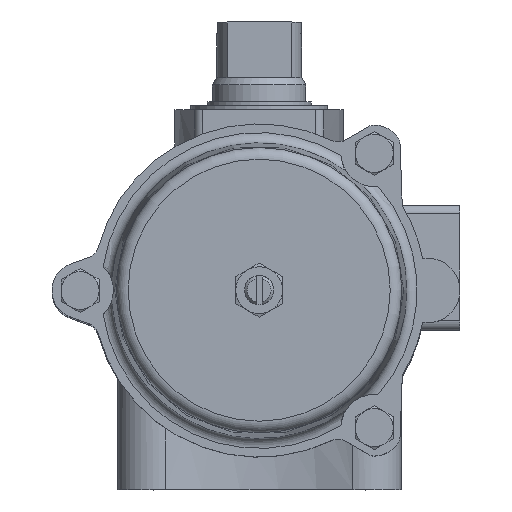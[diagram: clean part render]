
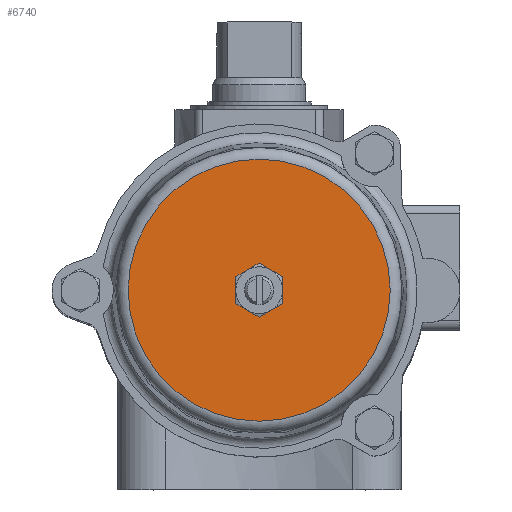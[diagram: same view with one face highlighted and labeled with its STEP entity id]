
A CAD part, top view. The second image highlights one B-rep face of the part: STEP entity #6740.
In plain terms, the highlighted face is planar.
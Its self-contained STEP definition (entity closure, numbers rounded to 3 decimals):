
#106=PLANE('',#7445);
#2200=ORIENTED_EDGE('',*,*,#3838,.F.);
#2201=ORIENTED_EDGE('',*,*,#3554,.T.);
#2202=ORIENTED_EDGE('',*,*,#3552,.T.);
#2203=ORIENTED_EDGE('',*,*,#3549,.T.);
#2204=ORIENTED_EDGE('',*,*,#3563,.T.);
#2205=ORIENTED_EDGE('',*,*,#3560,.T.);
#2206=ORIENTED_EDGE('',*,*,#3557,.T.);
#3549=EDGE_CURVE('',#4479,#4480,#5022,.T.);
#3552=EDGE_CURVE('',#4482,#4479,#5023,.T.);
#3554=EDGE_CURVE('',#4484,#4482,#5024,.T.);
#3557=EDGE_CURVE('',#4486,#4484,#5025,.T.);
#3560=EDGE_CURVE('',#4488,#4486,#5026,.T.);
#3563=EDGE_CURVE('',#4480,#4488,#5027,.T.);
#3838=EDGE_CURVE('',#4670,#4670,#5159,.T.);
#4479=VERTEX_POINT('',#10802);
#4480=VERTEX_POINT('',#10807);
#4482=VERTEX_POINT('',#10815);
#4484=VERTEX_POINT('',#10828);
#4486=VERTEX_POINT('',#10840);
#4488=VERTEX_POINT('',#10852);
#4670=VERTEX_POINT('',#11584);
#5022=CIRCLE('',#7180,8.);
#5023=CIRCLE('',#7182,8.);
#5024=CIRCLE('',#7184,8.);
#5025=CIRCLE('',#7186,8.);
#5026=CIRCLE('',#7188,8.);
#5027=CIRCLE('',#7190,8.);
#5159=CIRCLE('',#7446,44.822);
#5550=EDGE_LOOP('',(#2200));
#5551=EDGE_LOOP('',(#2201,#2202,#2203,#2204,#2205,#2206));
#6104=FACE_BOUND('',#5550,.T.);
#6105=FACE_BOUND('',#5551,.T.);
#6740=ADVANCED_FACE('',(#6104,#6105),#106,.F.);
#7180=AXIS2_PLACEMENT_3D('',#10808,#8274,#8275);
#7182=AXIS2_PLACEMENT_3D('',#10820,#8278,#8279);
#7184=AXIS2_PLACEMENT_3D('',#10827,#8282,#8283);
#7186=AXIS2_PLACEMENT_3D('',#10839,#8286,#8287);
#7188=AXIS2_PLACEMENT_3D('',#10851,#8290,#8291);
#7190=AXIS2_PLACEMENT_3D('',#10863,#8294,#8295);
#7445=AXIS2_PLACEMENT_3D('',#11582,#8914,#8915);
#7446=AXIS2_PLACEMENT_3D('',#11583,#8916,#8917);
#8274=DIRECTION('',(1.,0.,0.));
#8275=DIRECTION('',(0.,0.,-1.));
#8278=DIRECTION('',(1.,0.,0.));
#8279=DIRECTION('',(0.,0.,-1.));
#8282=DIRECTION('',(1.,0.,0.));
#8283=DIRECTION('',(0.,0.,-1.));
#8286=DIRECTION('',(1.,0.,0.));
#8287=DIRECTION('',(0.,0.,-1.));
#8290=DIRECTION('',(1.,0.,0.));
#8291=DIRECTION('',(0.,0.,-1.));
#8294=DIRECTION('',(1.,0.,0.));
#8295=DIRECTION('',(0.,0.,-1.));
#8914=DIRECTION('',(1.,0.,0.));
#8915=DIRECTION('',(0.,0.,-1.));
#8916=DIRECTION('',(1.,0.,0.));
#8917=DIRECTION('',(0.,0.,-1.));
#10802=CARTESIAN_POINT('',(-210.5,6.928,4.));
#10807=CARTESIAN_POINT('',(-210.5,0.,8.));
#10808=CARTESIAN_POINT('',(-210.5,0.,0.));
#10815=CARTESIAN_POINT('',(-210.5,6.928,-4.));
#10820=CARTESIAN_POINT('',(-210.5,0.,0.));
#10827=CARTESIAN_POINT('',(-210.5,0.,0.));
#10828=CARTESIAN_POINT('',(-210.5,0.,-8.));
#10839=CARTESIAN_POINT('',(-210.5,0.,0.));
#10840=CARTESIAN_POINT('',(-210.5,-6.928,-4.));
#10851=CARTESIAN_POINT('',(-210.5,0.,0.));
#10852=CARTESIAN_POINT('',(-210.5,-6.928,4.));
#10863=CARTESIAN_POINT('',(-210.5,0.,0.));
#11582=CARTESIAN_POINT('',(-210.5,0.,0.));
#11583=CARTESIAN_POINT('',(-210.5,0.,0.));
#11584=CARTESIAN_POINT('',(-210.5,0.,-44.822));
